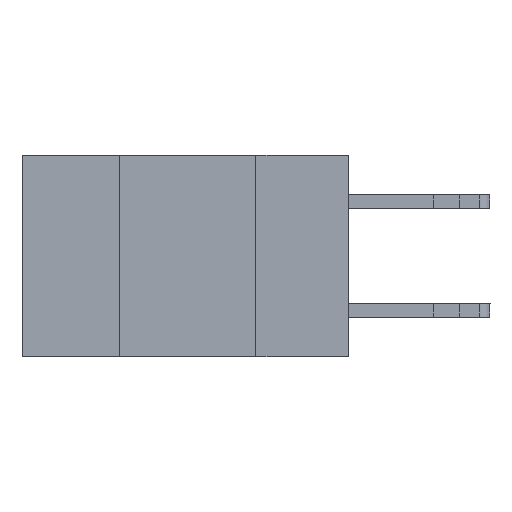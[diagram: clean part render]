
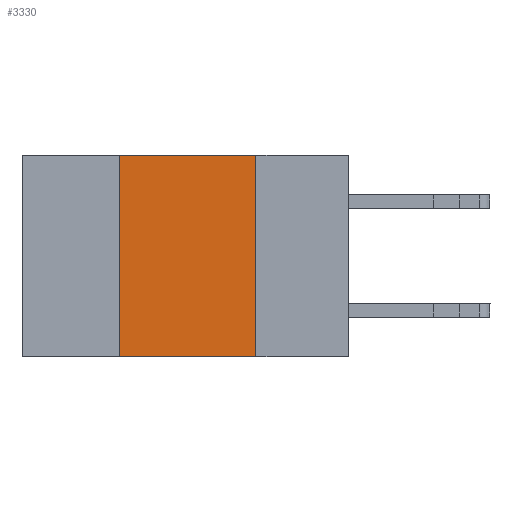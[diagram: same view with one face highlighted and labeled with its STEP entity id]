
A CAD part, left-side view. The second image highlights one B-rep face of the part: STEP entity #3330.
In plain terms, the highlighted planar face has unit normal (-1, 0, 0).
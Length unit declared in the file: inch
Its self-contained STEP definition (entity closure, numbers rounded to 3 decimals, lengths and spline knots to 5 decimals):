
#8 = EDGE_CURVE ( 'NONE', #408, #10030, #8688, .T. ) ;
#30 = EDGE_CURVE ( 'NONE', #11085, #408, #277, .T. ) ;
#70 = EDGE_CURVE ( 'NONE', #11085, #9701, #7259, .T. ) ;
#277 = LINE ( 'NONE', #11636, #8118 ) ;
#408 = VERTEX_POINT ( 'NONE', #8587 ) ;
#1075 = ORIENTED_EDGE ( 'NONE', *, *, #70, .T. ) ;
#1411 = EDGE_CURVE ( 'NONE', #10030, #9701, #5265, .T. ) ;
#1530 = CARTESIAN_POINT ( 'NONE',  ( 0., 0.17, -0.37 ) ) ;
#1594 = PLANE ( 'NONE',  #11244 ) ;
#1716 = CARTESIAN_POINT ( 'NONE',  ( 0., 0.17, -0.37 ) ) ;
#2191 = VECTOR ( 'NONE', #7384, 39.37008 ) ;
#2735 = VECTOR ( 'NONE', #9320, 39.37008 ) ;
#3092 = ORIENTED_EDGE ( 'NONE', *, *, #1411, .F. ) ;
#3139 = FACE_OUTER_BOUND ( 'NONE', #10114, .T. ) ;
#3330 = ADVANCED_FACE ( 'NONE', ( #3139 ), #1594, .F. ) ;
#3901 = CARTESIAN_POINT ( 'NONE',  ( 0., 0.6, 0. ) ) ;
#4529 = DIRECTION ( 'NONE',  ( 0., 0., 1. ) ) ;
#5265 = LINE ( 'NONE', #1716, #2735 ) ;
#5934 = VECTOR ( 'NONE', #7789, 39.37008 ) ;
#6841 = CARTESIAN_POINT ( 'NONE',  ( 0., 0.17, 0. ) ) ;
#7259 = LINE ( 'NONE', #11516, #2191 ) ;
#7384 = DIRECTION ( 'NONE',  ( 0., -1., 0. ) ) ;
#7789 = DIRECTION ( 'NONE',  ( 0., -1., 0. ) ) ;
#8118 = VECTOR ( 'NONE', #4529, 39.37008 ) ;
#8298 = CARTESIAN_POINT ( 'NONE',  ( 0., 0.6, 0. ) ) ;
#8587 = CARTESIAN_POINT ( 'NONE',  ( 0., 0.42, 0. ) ) ;
#8688 = LINE ( 'NONE', #3901, #5934 ) ;
#9222 = DIRECTION ( 'NONE',  ( 0., 0., -1. ) ) ;
#9320 = DIRECTION ( 'NONE',  ( 0., 0., -1. ) ) ;
#9444 = ORIENTED_EDGE ( 'NONE', *, *, #8, .F. ) ;
#9701 = VERTEX_POINT ( 'NONE', #1530 ) ;
#10030 = VERTEX_POINT ( 'NONE', #6841 ) ;
#10114 = EDGE_LOOP ( 'NONE', ( #3092, #9444, #11937, #1075 ) ) ;
#10852 = CARTESIAN_POINT ( 'NONE',  ( 0., 0.42, -0.37 ) ) ;
#10999 = DIRECTION ( 'NONE',  ( 1., 0., 0. ) ) ;
#11085 = VERTEX_POINT ( 'NONE', #10852 ) ;
#11244 = AXIS2_PLACEMENT_3D ( 'NONE', #8298, #10999, #9222 ) ;
#11516 = CARTESIAN_POINT ( 'NONE',  ( 0., 0.6, -0.37 ) ) ;
#11636 = CARTESIAN_POINT ( 'NONE',  ( 0., 0.42, -0.37 ) ) ;
#11937 = ORIENTED_EDGE ( 'NONE', *, *, #30, .F. ) ;
